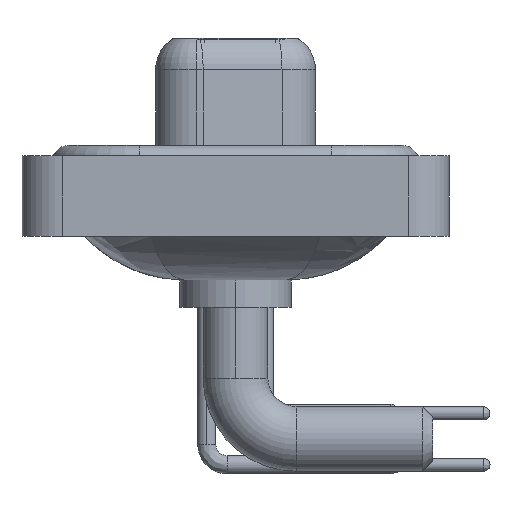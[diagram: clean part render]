
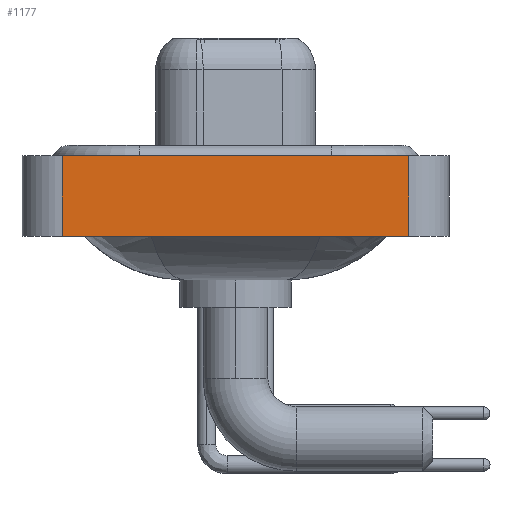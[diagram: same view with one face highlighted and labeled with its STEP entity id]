
A CAD part, left-side view. The second image highlights one B-rep face of the part: STEP entity #1177.
In plain terms, the highlighted planar face has unit normal (-1, 0, 0).
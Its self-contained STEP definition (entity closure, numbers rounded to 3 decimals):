
#265 = VECTOR ( 'NONE', #13757, 1000. ) ;
#838 = LINE ( 'NONE', #1450, #17710 ) ;
#1177 = ADVANCED_FACE ( 'NONE', ( #23341 ), #12201, .T. ) ;
#1450 = CARTESIAN_POINT ( 'NONE',  ( -7.35, 8.55, -3.6 ) ) ;
#2039 = VECTOR ( 'NONE', #2805, 1000. ) ;
#2611 = CARTESIAN_POINT ( 'NONE',  ( -7.35, -8.55, -3.6 ) ) ;
#2776 = ORIENTED_EDGE ( 'NONE', *, *, #6384, .F. ) ;
#2805 = DIRECTION ( 'NONE',  ( 0., 0., 1. ) ) ;
#4250 = VERTEX_POINT ( 'NONE', #24193 ) ;
#6039 = EDGE_CURVE ( 'NONE', #7138, #4250, #15607, .T. ) ;
#6384 = EDGE_CURVE ( 'NONE', #7138, #21360, #838, .T. ) ;
#6772 = CARTESIAN_POINT ( 'NONE',  ( -7.35, 8.55, 0.4 ) ) ;
#6862 = CARTESIAN_POINT ( 'NONE',  ( -7.35, -8.55, -3.6 ) ) ;
#7138 = VERTEX_POINT ( 'NONE', #19512 ) ;
#7965 = ORIENTED_EDGE ( 'NONE', *, *, #8392, .F. ) ;
#8392 = EDGE_CURVE ( 'NONE', #21360, #23254, #14492, .T. ) ;
#9028 = DIRECTION ( 'NONE',  ( 0., 0., 1. ) ) ;
#10235 = CARTESIAN_POINT ( 'NONE',  ( -7.35, -8.55, -3.6 ) ) ;
#12201 = PLANE ( 'NONE',  #12404 ) ;
#12404 = AXIS2_PLACEMENT_3D ( 'NONE', #6862, #16280, #19872 ) ;
#13757 = DIRECTION ( 'NONE',  ( 0., -1., 0. ) ) ;
#14492 = LINE ( 'NONE', #22291, #16057 ) ;
#15221 = EDGE_LOOP ( 'NONE', ( #20785, #7965, #2776, #22908 ) ) ;
#15607 = LINE ( 'NONE', #2611, #265 ) ;
#16057 = VECTOR ( 'NONE', #22044, 1000. ) ;
#16280 = DIRECTION ( 'NONE',  ( -1., 0., 0. ) ) ;
#17710 = VECTOR ( 'NONE', #9028, 1000. ) ;
#18722 = CARTESIAN_POINT ( 'NONE',  ( -7.35, -8.55, 0.4 ) ) ;
#19512 = CARTESIAN_POINT ( 'NONE',  ( -7.35, 8.55, -3.6 ) ) ;
#19640 = LINE ( 'NONE', #10235, #2039 ) ;
#19872 = DIRECTION ( 'NONE',  ( 0., 0., 1. ) ) ;
#19939 = EDGE_CURVE ( 'NONE', #4250, #23254, #19640, .T. ) ;
#20785 = ORIENTED_EDGE ( 'NONE', *, *, #19939, .T. ) ;
#21360 = VERTEX_POINT ( 'NONE', #6772 ) ;
#22044 = DIRECTION ( 'NONE',  ( 0., -1., 0. ) ) ;
#22291 = CARTESIAN_POINT ( 'NONE',  ( -7.35, -8.55, 0.4 ) ) ;
#22908 = ORIENTED_EDGE ( 'NONE', *, *, #6039, .T. ) ;
#23254 = VERTEX_POINT ( 'NONE', #18722 ) ;
#23341 = FACE_OUTER_BOUND ( 'NONE', #15221, .T. ) ;
#24193 = CARTESIAN_POINT ( 'NONE',  ( -7.35, -8.55, -3.6 ) ) ;
